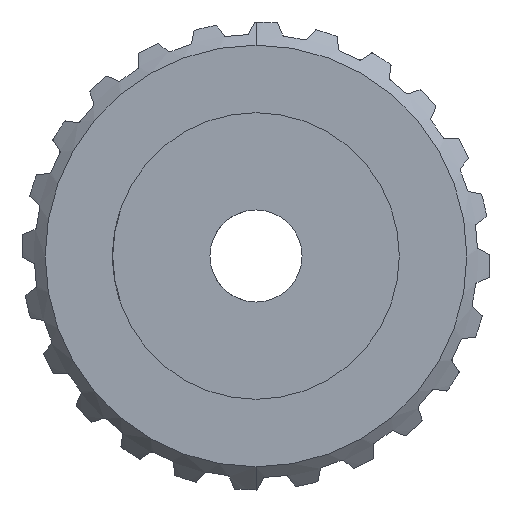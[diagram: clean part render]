
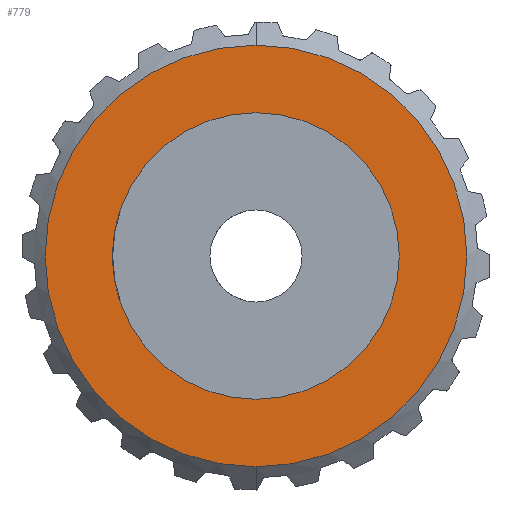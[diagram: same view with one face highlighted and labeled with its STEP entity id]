
A CAD part, front view. The second image highlights one B-rep face of the part: STEP entity #779.
In plain terms, the highlighted planar face has unit normal (0, -1, 0).
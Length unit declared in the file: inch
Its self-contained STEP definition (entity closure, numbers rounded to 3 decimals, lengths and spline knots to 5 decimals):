
#131 = VERTEX_POINT ( 'NONE', #151 ) ;
#151 = CARTESIAN_POINT ( 'NONE',  ( 0., 0.0542, -0.36045 ) ) ;
#779 = ADVANCED_FACE ( 'NONE', ( #2285, #11506 ), #4294, .T. ) ;
#1495 = CIRCLE ( 'NONE', #6111, 0.245 ) ;
#1848 = AXIS2_PLACEMENT_3D ( 'NONE', #3108, #9335, #3999 ) ;
#1969 = CARTESIAN_POINT ( 'NONE',  ( 0., 0.0542, 0.245 ) ) ;
#1973 = CIRCLE ( 'NONE', #1848, 0.36045 ) ;
#2228 = ORIENTED_EDGE ( 'NONE', *, *, #10169, .F. ) ;
#2285 = FACE_OUTER_BOUND ( 'NONE', #9025, .T. ) ;
#2837 = CARTESIAN_POINT ( 'NONE',  ( 0., 0.0542, -0.245 ) ) ;
#3108 = CARTESIAN_POINT ( 'NONE',  ( 0., 0.0542, 0. ) ) ;
#3152 = DIRECTION ( 'NONE',  ( 0., -1., 0. ) ) ;
#3219 = CARTESIAN_POINT ( 'NONE',  ( 0., 0.0542, 0. ) ) ;
#3308 = DIRECTION ( 'NONE',  ( 0., -1., 0. ) ) ;
#3999 = DIRECTION ( 'NONE',  ( 0., 0., -1. ) ) ;
#4106 = DIRECTION ( 'NONE',  ( 0., 0., -1. ) ) ;
#4233 = ORIENTED_EDGE ( 'NONE', *, *, #8672, .F. ) ;
#4294 = PLANE ( 'NONE',  #9421 ) ;
#4354 = CIRCLE ( 'NONE', #10520, 0.36045 ) ;
#4483 = VERTEX_POINT ( 'NONE', #2837 ) ;
#4635 = EDGE_CURVE ( 'NONE', #10098, #4483, #1495, .T. ) ;
#5130 = ORIENTED_EDGE ( 'NONE', *, *, #4635, .F. ) ;
#5201 = DIRECTION ( 'NONE',  ( 0., -1., 0. ) ) ;
#5688 = CARTESIAN_POINT ( 'NONE',  ( 0., 0.0542, 0.36045 ) ) ;
#6111 = AXIS2_PLACEMENT_3D ( 'NONE', #8636, #3308, #9551 ) ;
#7136 = AXIS2_PLACEMENT_3D ( 'NONE', #8490, #3152, #9385 ) ;
#7692 = ORIENTED_EDGE ( 'NONE', *, *, #8069, .F. ) ;
#8069 = EDGE_CURVE ( 'NONE', #4483, #10098, #8130, .T. ) ;
#8130 = CIRCLE ( 'NONE', #7136, 0.245 ) ;
#8490 = CARTESIAN_POINT ( 'NONE',  ( 0., 0.0542, 0. ) ) ;
#8636 = CARTESIAN_POINT ( 'NONE',  ( 0., 0.0542, 0. ) ) ;
#8672 = EDGE_CURVE ( 'NONE', #131, #11341, #4354, .T. ) ;
#9025 = EDGE_LOOP ( 'NONE', ( #2228, #4233 ) ) ;
#9094 = EDGE_LOOP ( 'NONE', ( #5130, #7692 ) ) ;
#9335 = DIRECTION ( 'NONE',  ( 0., 1., 0. ) ) ;
#9385 = DIRECTION ( 'NONE',  ( 0., 0., -1. ) ) ;
#9421 = AXIS2_PLACEMENT_3D ( 'NONE', #9658, #5201, #11447 ) ;
#9454 = DIRECTION ( 'NONE',  ( 0., 1., 0. ) ) ;
#9551 = DIRECTION ( 'NONE',  ( 0., 0., -1. ) ) ;
#9658 = CARTESIAN_POINT ( 'NONE',  ( 0., 0.0542, 0. ) ) ;
#10098 = VERTEX_POINT ( 'NONE', #1969 ) ;
#10169 = EDGE_CURVE ( 'NONE', #11341, #131, #1973, .T. ) ;
#10520 = AXIS2_PLACEMENT_3D ( 'NONE', #3219, #9454, #4106 ) ;
#11341 = VERTEX_POINT ( 'NONE', #5688 ) ;
#11447 = DIRECTION ( 'NONE',  ( 0., 0., -1. ) ) ;
#11506 = FACE_BOUND ( 'NONE', #9094, .T. ) ;
